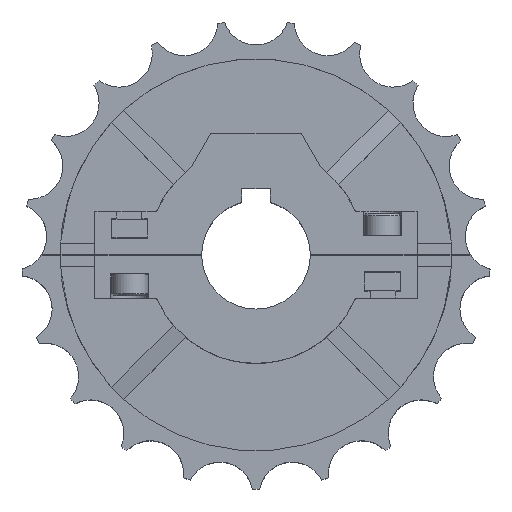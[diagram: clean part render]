
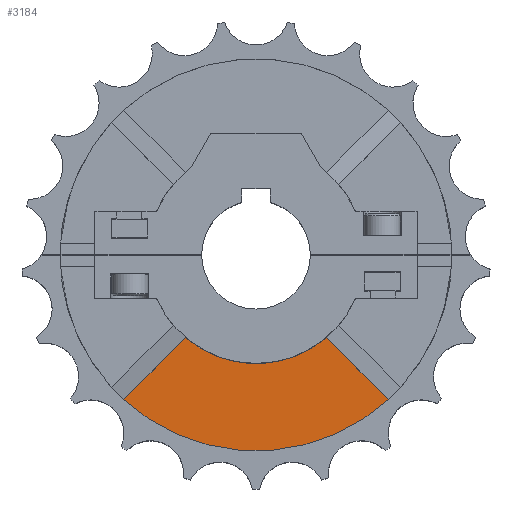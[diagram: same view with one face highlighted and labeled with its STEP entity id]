
A CAD part, top view. The second image highlights one B-rep face of the part: STEP entity #3184.
In plain terms, the highlighted planar face has unit normal (0, 0, 1).
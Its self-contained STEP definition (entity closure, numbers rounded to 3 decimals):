
#26 = DIRECTION ( 'NONE',  ( 0., 0., -1. ) ) ;
#567 = DIRECTION ( 'NONE',  ( 1., 0., 0. ) ) ;
#999 = DIRECTION ( 'NONE',  ( 1., 0., 0. ) ) ;
#1003 = EDGE_CURVE ( 'NONE', #4268, #2094, #8610, .T. ) ;
#1178 = DIRECTION ( 'NONE',  ( 1., 0., 0. ) ) ;
#1606 = VECTOR ( 'NONE', #2239, 1000. ) ;
#1771 = AXIS2_PLACEMENT_3D ( 'NONE', #5194, #6670, #1178 ) ;
#1914 = CARTESIAN_POINT ( 'NONE',  ( -19.467, -22.826, 5. ) ) ;
#2094 = VERTEX_POINT ( 'NONE', #8302 ) ;
#2239 = DIRECTION ( 'NONE',  ( -0.707, -0.707, 0. ) ) ;
#2730 = EDGE_CURVE ( 'NONE', #3867, #4560, #8464, .T. ) ;
#3184 = ADVANCED_FACE ( 'NONE', ( #8411 ), #6626, .T. ) ;
#3252 = VECTOR ( 'NONE', #7934, 1000. ) ;
#3256 = ORIENTED_EDGE ( 'NONE', *, *, #2730, .T. ) ;
#3457 = ORIENTED_EDGE ( 'NONE', *, *, #1003, .T. ) ;
#3778 = CARTESIAN_POINT ( 'NONE',  ( -1.679, -1.679, 5. ) ) ;
#3867 = VERTEX_POINT ( 'NONE', #1914 ) ;
#3879 = EDGE_CURVE ( 'NONE', #2094, #3867, #7683, .T. ) ;
#3982 = ORIENTED_EDGE ( 'NONE', *, *, #3879, .T. ) ;
#4066 = CIRCLE ( 'NONE', #8110, 54.15 ) ;
#4268 = VERTEX_POINT ( 'NONE', #5465 ) ;
#4560 = VERTEX_POINT ( 'NONE', #6867 ) ;
#4881 = EDGE_LOOP ( 'NONE', ( #3982, #3256, #7656, #3457 ) ) ;
#5097 = CARTESIAN_POINT ( 'NONE',  ( 0., 0., 5. ) ) ;
#5194 = CARTESIAN_POINT ( 'NONE',  ( 0., 0., 5. ) ) ;
#5355 = EDGE_CURVE ( 'NONE', #4560, #4268, #4066, .T. ) ;
#5465 = CARTESIAN_POINT ( 'NONE',  ( 36.574, -39.932, 5. ) ) ;
#5837 = CARTESIAN_POINT ( 'NONE',  ( 1.679, -1.679, 5. ) ) ;
#6626 = PLANE ( 'NONE',  #1771 ) ;
#6670 = DIRECTION ( 'NONE',  ( 0., 0., 1. ) ) ;
#6867 = CARTESIAN_POINT ( 'NONE',  ( -36.574, -39.932, 5. ) ) ;
#6909 = CARTESIAN_POINT ( 'NONE',  ( 0., 0., 5. ) ) ;
#7656 = ORIENTED_EDGE ( 'NONE', *, *, #5355, .T. ) ;
#7683 = CIRCLE ( 'NONE', #8412, 30. ) ;
#7857 = DIRECTION ( 'NONE',  ( 0., 0., 1. ) ) ;
#7934 = DIRECTION ( 'NONE',  ( -0.707, 0.707, 0. ) ) ;
#8110 = AXIS2_PLACEMENT_3D ( 'NONE', #5097, #7857, #999 ) ;
#8302 = CARTESIAN_POINT ( 'NONE',  ( 19.467, -22.826, 5. ) ) ;
#8411 = FACE_OUTER_BOUND ( 'NONE', #4881, .T. ) ;
#8412 = AXIS2_PLACEMENT_3D ( 'NONE', #6909, #26, #567 ) ;
#8464 = LINE ( 'NONE', #5837, #1606 ) ;
#8610 = LINE ( 'NONE', #3778, #3252 ) ;
